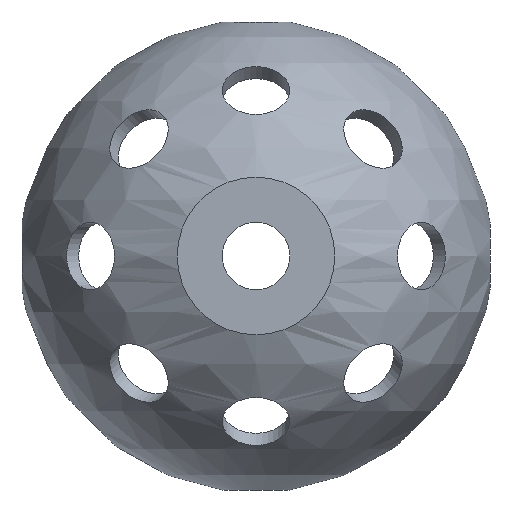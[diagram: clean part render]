
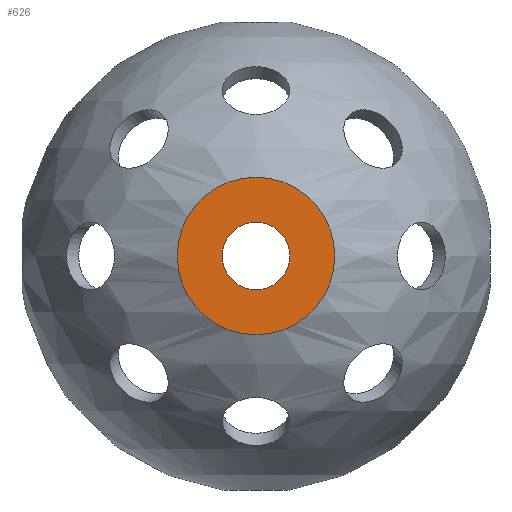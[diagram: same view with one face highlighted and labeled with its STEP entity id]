
A CAD part, front view. The second image highlights one B-rep face of the part: STEP entity #626.
In plain terms, the highlighted planar face has unit normal (0, -1, 0).
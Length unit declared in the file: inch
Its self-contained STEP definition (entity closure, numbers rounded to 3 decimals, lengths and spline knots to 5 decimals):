
#17=PLANE('',#724);
#131=FACE_BOUND('',#287,.T.);
#167=FACE_OUTER_BOUND('',#286,.T.);
#286=EDGE_LOOP('',(#586));
#287=EDGE_LOOP('',(#587));
#320=CIRCLE('',#668,0.27559);
#345=CIRCLE('',#694,0.11811);
#380=VERTEX_POINT('',#991);
#405=VERTEX_POINT('',#1042);
#440=EDGE_CURVE('',#380,#380,#320,.T.);
#465=EDGE_CURVE('',#405,#405,#345,.T.);
#586=ORIENTED_EDGE('',*,*,#440,.T.);
#587=ORIENTED_EDGE('',*,*,#465,.T.);
#626=ADVANCED_FACE('',(#167,#131),#17,.T.);
#668=AXIS2_PLACEMENT_3D('',#992,#805,#806);
#694=AXIS2_PLACEMENT_3D('',#1043,#857,#858);
#724=AXIS2_PLACEMENT_3D('',#1075,#917,#918);
#805=DIRECTION('center_axis',(0.,-1.,0.));
#806=DIRECTION('ref_axis',(1.,0.,0.));
#857=DIRECTION('center_axis',(0.,1.,0.));
#858=DIRECTION('ref_axis',(-1.,0.,0.));
#917=DIRECTION('center_axis',(0.,-1.,0.));
#918=DIRECTION('ref_axis',(0.,0.,-1.));
#991=CARTESIAN_POINT('',(0.27559,-0.77949,0.));
#992=CARTESIAN_POINT('Origin',(0.,-0.77949,0.));
#1042=CARTESIAN_POINT('',(0.11811,-0.77949,0.));
#1043=CARTESIAN_POINT('Origin',(0.,-0.77949,0.));
#1075=CARTESIAN_POINT('Origin',(0.,-0.77949,0.));
